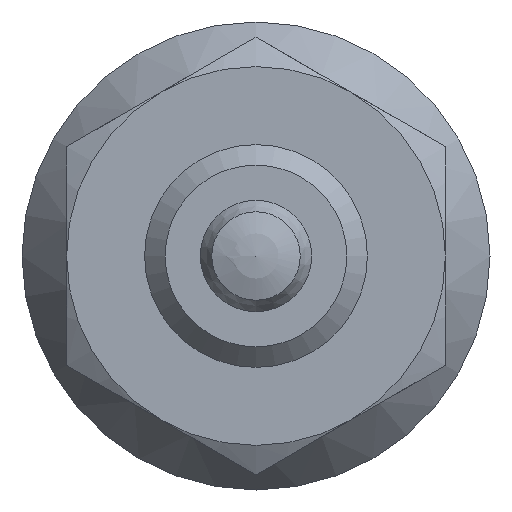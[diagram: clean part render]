
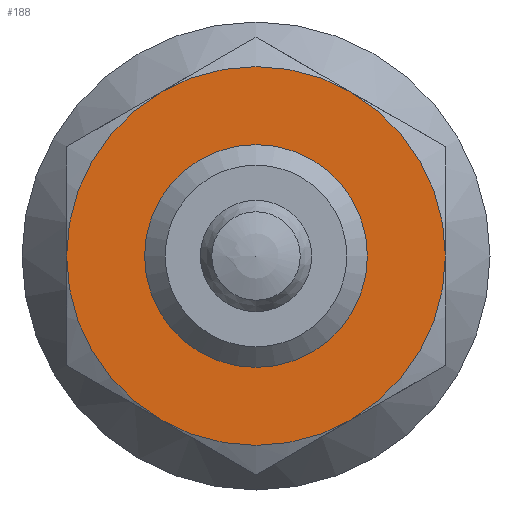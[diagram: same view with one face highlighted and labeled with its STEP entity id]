
A CAD part, front view. The second image highlights one B-rep face of the part: STEP entity #188.
In plain terms, the highlighted planar face has unit normal (0, -1, 0).
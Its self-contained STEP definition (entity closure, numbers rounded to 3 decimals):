
#188 = ADVANCED_FACE( '', ( #396, #397 ), #398, .F. );
#396 = FACE_BOUND( '', #612, .T. );
#397 = FACE_OUTER_BOUND( '', #613, .T. );
#398 = PLANE( '', #614 );
#612 = EDGE_LOOP( '', ( #1065 ) );
#613 = EDGE_LOOP( '', ( #1066, #1067, #1068, #1069, #1070, #1071 ) );
#614 = AXIS2_PLACEMENT_3D( '', #1072, #1073, #1074 );
#1065 = ORIENTED_EDGE( '', *, *, #1347, .F. );
#1066 = ORIENTED_EDGE( '', *, *, #1314, .T. );
#1067 = ORIENTED_EDGE( '', *, *, #1345, .T. );
#1068 = ORIENTED_EDGE( '', *, *, #1233, .T. );
#1069 = ORIENTED_EDGE( '', *, *, #1374, .T. );
#1070 = ORIENTED_EDGE( '', *, *, #1310, .T. );
#1071 = ORIENTED_EDGE( '', *, *, #1273, .T. );
#1072 = CARTESIAN_POINT( '', ( 8.5, -21., 0. ) );
#1073 = DIRECTION( '', ( 0., 1., 0. ) );
#1074 = DIRECTION( '', ( 0., 0., 1. ) );
#1233 = EDGE_CURVE( '', #1464, #1466, #1468, .T. );
#1273 = EDGE_CURVE( '', #1474, #1438, #1531, .T. );
#1310 = EDGE_CURVE( '', #1582, #1474, #1583, .T. );
#1314 = EDGE_CURVE( '', #1438, #1586, #1588, .T. );
#1345 = EDGE_CURVE( '', #1586, #1464, #1625, .T. );
#1347 = EDGE_CURVE( '', #1627, #1627, #1628, .F. );
#1374 = EDGE_CURVE( '', #1466, #1582, #1663, .T. );
#1438 = VERTEX_POINT( '', #1761 );
#1464 = VERTEX_POINT( '', #1813 );
#1466 = VERTEX_POINT( '', #1820 );
#1468 = CIRCLE( '', #1829, 8.5 );
#1474 = VERTEX_POINT( '', #1847 );
#1531 = CIRCLE( '', #1966, 8.5 );
#1582 = VERTEX_POINT( '', #2039 );
#1583 = CIRCLE( '', #2040, 8.5 );
#1586 = VERTEX_POINT( '', #2048 );
#1588 = CIRCLE( '', #2055, 8.5 );
#1625 = CIRCLE( '', #2141, 8.5 );
#1627 = VERTEX_POINT( '', #2143 );
#1628 = CIRCLE( '', #2144, 5. );
#1663 = CIRCLE( '', #2221, 8.5 );
#1761 = CARTESIAN_POINT( '', ( 4.25, -21., -7.361 ) );
#1813 = CARTESIAN_POINT( '', ( 4.25, -21., 7.361 ) );
#1820 = CARTESIAN_POINT( '', ( -4.25, -21., 7.361 ) );
#1829 = AXIS2_PLACEMENT_3D( '', #2286, #2287, #2288 );
#1847 = CARTESIAN_POINT( '', ( -4.25, -21., -7.361 ) );
#1966 = AXIS2_PLACEMENT_3D( '', #2314, #2315, #2316 );
#2039 = CARTESIAN_POINT( '', ( -8.5, -21., 0. ) );
#2040 = AXIS2_PLACEMENT_3D( '', #2352, #2353, #2354 );
#2048 = CARTESIAN_POINT( '', ( 8.5, -21., 0. ) );
#2055 = AXIS2_PLACEMENT_3D( '', #2355, #2356, #2357 );
#2141 = AXIS2_PLACEMENT_3D( '', #2384, #2385, #2386 );
#2143 = CARTESIAN_POINT( '', ( 0., -21., 5. ) );
#2144 = AXIS2_PLACEMENT_3D( '', #2387, #2388, #2389 );
#2221 = AXIS2_PLACEMENT_3D( '', #2407, #2408, #2409 );
#2286 = CARTESIAN_POINT( '', ( 0., -21., 0. ) );
#2287 = DIRECTION( '', ( 0., -1., 0. ) );
#2288 = DIRECTION( '', ( 0., 0., -1. ) );
#2314 = CARTESIAN_POINT( '', ( 0., -21., 0. ) );
#2315 = DIRECTION( '', ( 0., -1., 0. ) );
#2316 = DIRECTION( '', ( 0., 0., -1. ) );
#2352 = CARTESIAN_POINT( '', ( 0., -21., 0. ) );
#2353 = DIRECTION( '', ( 0., -1., 0. ) );
#2354 = DIRECTION( '', ( 0., 0., -1. ) );
#2355 = CARTESIAN_POINT( '', ( 0., -21., 0. ) );
#2356 = DIRECTION( '', ( 0., -1., 0. ) );
#2357 = DIRECTION( '', ( 0., 0., -1. ) );
#2384 = CARTESIAN_POINT( '', ( 0., -21., 0. ) );
#2385 = DIRECTION( '', ( 0., -1., 0. ) );
#2386 = DIRECTION( '', ( 0., 0., -1. ) );
#2387 = CARTESIAN_POINT( '', ( 0., -21., 0. ) );
#2388 = DIRECTION( '', ( 0., 1., 0. ) );
#2389 = DIRECTION( '', ( 0., 0., 1. ) );
#2407 = CARTESIAN_POINT( '', ( 0., -21., 0. ) );
#2408 = DIRECTION( '', ( 0., -1., 0. ) );
#2409 = DIRECTION( '', ( 0., 0., -1. ) );
